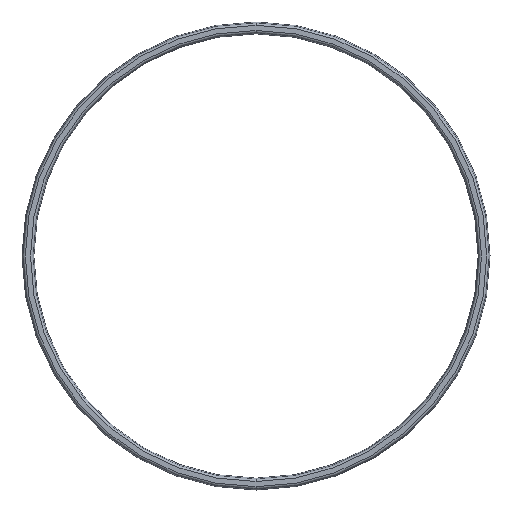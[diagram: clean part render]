
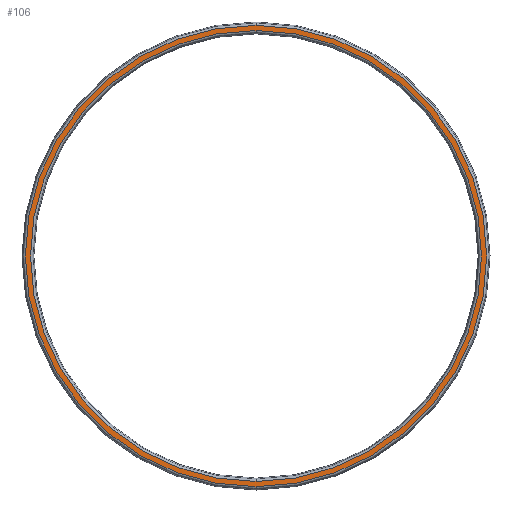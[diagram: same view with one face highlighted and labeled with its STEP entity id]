
A CAD part, front view. The second image highlights one B-rep face of the part: STEP entity #106.
In plain terms, the highlighted planar face has unit normal (0, -1, 0).
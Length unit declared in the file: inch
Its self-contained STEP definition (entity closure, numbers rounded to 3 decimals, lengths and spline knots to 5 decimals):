
#3 = VERTEX_POINT ( 'NONE', #343 ) ;
#9 = DIRECTION ( 'NONE',  ( 0., 0., -1. ) ) ;
#15 = DIRECTION ( 'NONE',  ( 0., -1., 0. ) ) ;
#44 = FACE_OUTER_BOUND ( 'NONE', #166, .T. ) ;
#54 = DIRECTION ( 'NONE',  ( 0., -1., 0. ) ) ;
#57 = EDGE_CURVE ( 'NONE', #501, #3, #466, .T. ) ;
#69 = EDGE_CURVE ( 'NONE', #224, #278, #432, .T. ) ;
#75 = DIRECTION ( 'NONE',  ( 0., 0., -1. ) ) ;
#77 = AXIS2_PLACEMENT_3D ( 'NONE', #463, #54, #660 ) ;
#106 = ADVANCED_FACE ( 'NONE', ( #44, #252 ), #655, .T. ) ;
#133 = ORIENTED_EDGE ( 'NONE', *, *, #69, .T. ) ;
#166 = EDGE_LOOP ( 'NONE', ( #133, #609 ) ) ;
#177 = ORIENTED_EDGE ( 'NONE', *, *, #57, .T. ) ;
#199 = AXIS2_PLACEMENT_3D ( 'NONE', #305, #461, #201 ) ;
#201 = DIRECTION ( 'NONE',  ( 0., 0., -1. ) ) ;
#224 = VERTEX_POINT ( 'NONE', #476 ) ;
#227 = EDGE_CURVE ( 'NONE', #3, #501, #578, .T. ) ;
#248 = DIRECTION ( 'NONE',  ( 0., 1., 0. ) ) ;
#252 = FACE_BOUND ( 'NONE', #415, .T. ) ;
#263 = DIRECTION ( 'NONE',  ( 0., 1., 0. ) ) ;
#278 = VERTEX_POINT ( 'NONE', #587 ) ;
#297 = AXIS2_PLACEMENT_3D ( 'NONE', #456, #248, #306 ) ;
#305 = CARTESIAN_POINT ( 'NONE',  ( -0.10938, -0.25, 0. ) ) ;
#306 = DIRECTION ( 'NONE',  ( 0., 0., -1. ) ) ;
#343 = CARTESIAN_POINT ( 'NONE',  ( 6., -0.25, -5.93199 ) ) ;
#415 = EDGE_LOOP ( 'NONE', ( #483, #177 ) ) ;
#418 = CARTESIAN_POINT ( 'NONE',  ( 6., -0.25, 0. ) ) ;
#432 = CIRCLE ( 'NONE', #77, 6.06801 ) ;
#456 = CARTESIAN_POINT ( 'NONE',  ( 6., -0.25, 0. ) ) ;
#458 = AXIS2_PLACEMENT_3D ( 'NONE', #418, #263, #9 ) ;
#461 = DIRECTION ( 'NONE',  ( 0., -1., 0. ) ) ;
#463 = CARTESIAN_POINT ( 'NONE',  ( 6., -0.25, 0. ) ) ;
#466 = CIRCLE ( 'NONE', #297, 5.93199 ) ;
#476 = CARTESIAN_POINT ( 'NONE',  ( 6., -0.25, -6.06801 ) ) ;
#483 = ORIENTED_EDGE ( 'NONE', *, *, #227, .T. ) ;
#501 = VERTEX_POINT ( 'NONE', #645 ) ;
#558 = AXIS2_PLACEMENT_3D ( 'NONE', #629, #15, #75 ) ;
#574 = EDGE_CURVE ( 'NONE', #278, #224, #631, .T. ) ;
#578 = CIRCLE ( 'NONE', #458, 5.93199 ) ;
#587 = CARTESIAN_POINT ( 'NONE',  ( 6., -0.25, 6.06801 ) ) ;
#609 = ORIENTED_EDGE ( 'NONE', *, *, #574, .T. ) ;
#629 = CARTESIAN_POINT ( 'NONE',  ( 6., -0.25, 0. ) ) ;
#631 = CIRCLE ( 'NONE', #558, 6.06801 ) ;
#645 = CARTESIAN_POINT ( 'NONE',  ( 6., -0.25, 5.93199 ) ) ;
#655 = PLANE ( 'NONE',  #199 ) ;
#660 = DIRECTION ( 'NONE',  ( 0., 0., -1. ) ) ;
